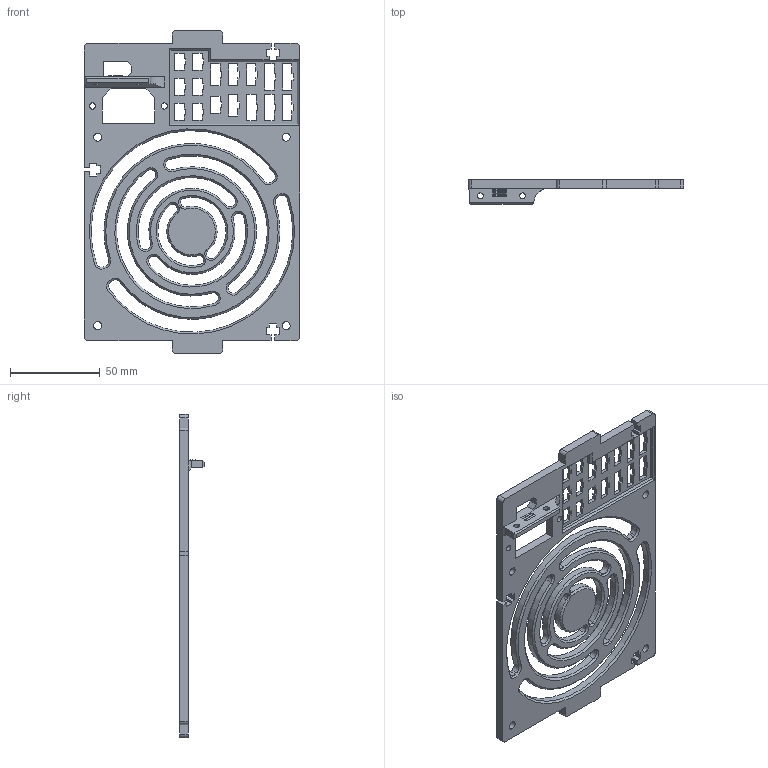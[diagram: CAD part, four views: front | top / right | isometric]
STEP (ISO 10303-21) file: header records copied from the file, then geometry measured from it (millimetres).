
FILE_DESCRIPTION(/* description */ (''),/* implementation_level */ '2;1');
FILE_NAME(/* name */ 'blackwidow_backplate_with_plugs.step',/* time_stamp */ '2017-04-20T01:31:21+03:00',/* author */ (''),/* organization */ (''),/* preprocessor_version */ 'ST-DEVELOPER v16.5',/* originating_system */ 'Autodesk Translation Framework v5.2.0.2920',/* authorisation */ '');
FILE_SCHEMA (('AUTOMOTIVE_DESIGN { 1 0 10303 214 3 1 1 }'));
Length unit declared in the file: millimetre
Products named in the file (1): blackwidow_backplate_with_plugs v25
Bounding box: 120 x 13.8 x 180 mm (x, y, z)
Volume: 60036.3 mm3; surface area: 40403.4 mm2
Topology: 1 solids, 1 shells, 351 faces, 981 edges, 634 vertices
Faces by surface type: plane 253, cylinder 58, cone 40
Full cylindrical faces by diameter (mm): 3.2 x2, 3.4 x2, 4.4 x4
Entity records: 11231 total; most frequent: CARTESIAN_POINT 1959, ORIENTED_EDGE 1946, DIRECTION 1835, EDGE_CURVE 973, LINE 815, VECTOR 815, VERTEX_POINT 634, AXIS2_PLACEMENT_3D 510
